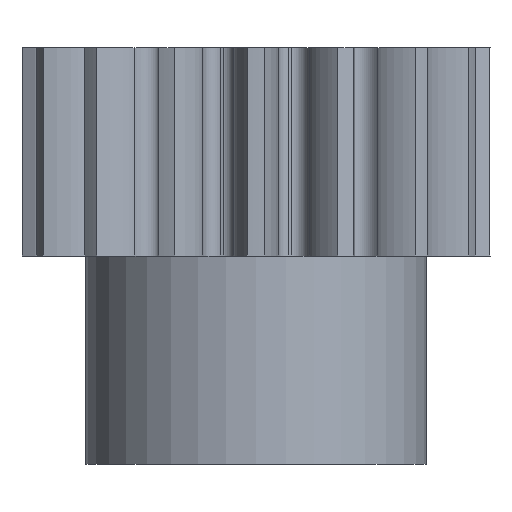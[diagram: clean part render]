
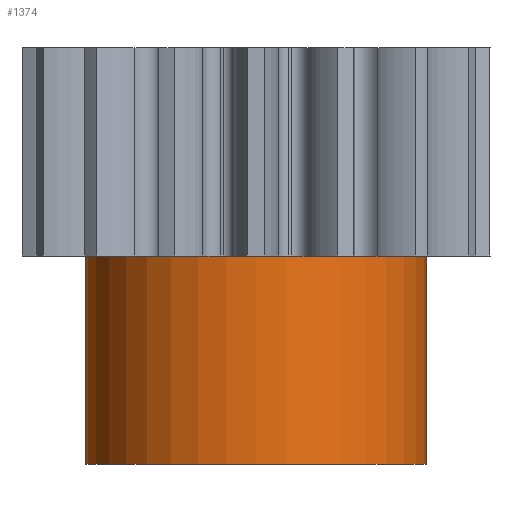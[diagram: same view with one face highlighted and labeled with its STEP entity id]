
A CAD part, front view. The second image highlights one B-rep face of the part: STEP entity #1374.
In plain terms, the highlighted cylindrical face has radius 5.199 mm (diameter 10.399 mm), a partial arc.
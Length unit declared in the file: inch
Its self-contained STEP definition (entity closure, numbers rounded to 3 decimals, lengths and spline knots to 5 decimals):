
#51 = EDGE_CURVE ( 'NONE', #514, #11543, #8801, .T. ) ;
#514 = VERTEX_POINT ( 'NONE', #11137 ) ;
#759 = EDGE_CURVE ( 'NONE', #5549, #16100, #3223, .T. ) ;
#1064 = LINE ( 'NONE', #3790, #8420 ) ;
#1374 = ADVANCED_FACE ( 'NONE', ( #6640 ), #9800, .T. ) ;
#2275 = VECTOR ( 'NONE', #2863, 39.37008 ) ;
#2287 = CARTESIAN_POINT ( 'NONE',  ( 0., 0., 0. ) ) ;
#2722 = DIRECTION ( 'NONE',  ( 0., 0., 1. ) ) ;
#2863 = DIRECTION ( 'NONE',  ( 0., 0., 1. ) ) ;
#2973 = AXIS2_PLACEMENT_3D ( 'NONE', #3429, #3373, #4483 ) ;
#3223 = CIRCLE ( 'NONE', #5743, 0.2047 ) ;
#3373 = DIRECTION ( 'NONE',  ( 0., 0., 1. ) ) ;
#3429 = CARTESIAN_POINT ( 'NONE',  ( 0., 0., -0.25 ) ) ;
#3790 = CARTESIAN_POINT ( 'NONE',  ( -0.2047, 0., -0.25 ) ) ;
#3860 = LINE ( 'NONE', #5354, #2275 ) ;
#4483 = DIRECTION ( 'NONE',  ( 1., 0., 0. ) ) ;
#4853 = ORIENTED_EDGE ( 'NONE', *, *, #11653, .T. ) ;
#4872 = CARTESIAN_POINT ( 'NONE',  ( 0.2047, 0., -0.25 ) ) ;
#5354 = CARTESIAN_POINT ( 'NONE',  ( 0.2047, 0., -0.25 ) ) ;
#5549 = VERTEX_POINT ( 'NONE', #4872 ) ;
#5743 = AXIS2_PLACEMENT_3D ( 'NONE', #12459, #13708, #7186 ) ;
#6356 = CARTESIAN_POINT ( 'NONE',  ( -0.2047, 0., 0. ) ) ;
#6640 = FACE_OUTER_BOUND ( 'NONE', #13628, .T. ) ;
#7186 = DIRECTION ( 'NONE',  ( -1., 0., 0. ) ) ;
#7371 = ORIENTED_EDGE ( 'NONE', *, *, #51, .T. ) ;
#7426 = DIRECTION ( 'NONE',  ( 0., 0., -1. ) ) ;
#7482 = CARTESIAN_POINT ( 'NONE',  ( -0.2047, 0., -0.25 ) ) ;
#8420 = VECTOR ( 'NONE', #2722, 39.37008 ) ;
#8801 = CIRCLE ( 'NONE', #10082, 0.2047 ) ;
#9800 = CYLINDRICAL_SURFACE ( 'NONE', #2973, 0.2047 ) ;
#9913 = DIRECTION ( 'NONE',  ( -1., 0., 0. ) ) ;
#10082 = AXIS2_PLACEMENT_3D ( 'NONE', #2287, #7426, #9913 ) ;
#10895 = ORIENTED_EDGE ( 'NONE', *, *, #12253, .F. ) ;
#11137 = CARTESIAN_POINT ( 'NONE',  ( 0.2047, 0., 0. ) ) ;
#11543 = VERTEX_POINT ( 'NONE', #6356 ) ;
#11653 = EDGE_CURVE ( 'NONE', #5549, #514, #3860, .T. ) ;
#12253 = EDGE_CURVE ( 'NONE', #16100, #11543, #1064, .T. ) ;
#12459 = CARTESIAN_POINT ( 'NONE',  ( 0., 0., -0.25 ) ) ;
#13264 = ORIENTED_EDGE ( 'NONE', *, *, #759, .F. ) ;
#13628 = EDGE_LOOP ( 'NONE', ( #10895, #13264, #4853, #7371 ) ) ;
#13708 = DIRECTION ( 'NONE',  ( 0., 0., -1. ) ) ;
#16100 = VERTEX_POINT ( 'NONE', #7482 ) ;
